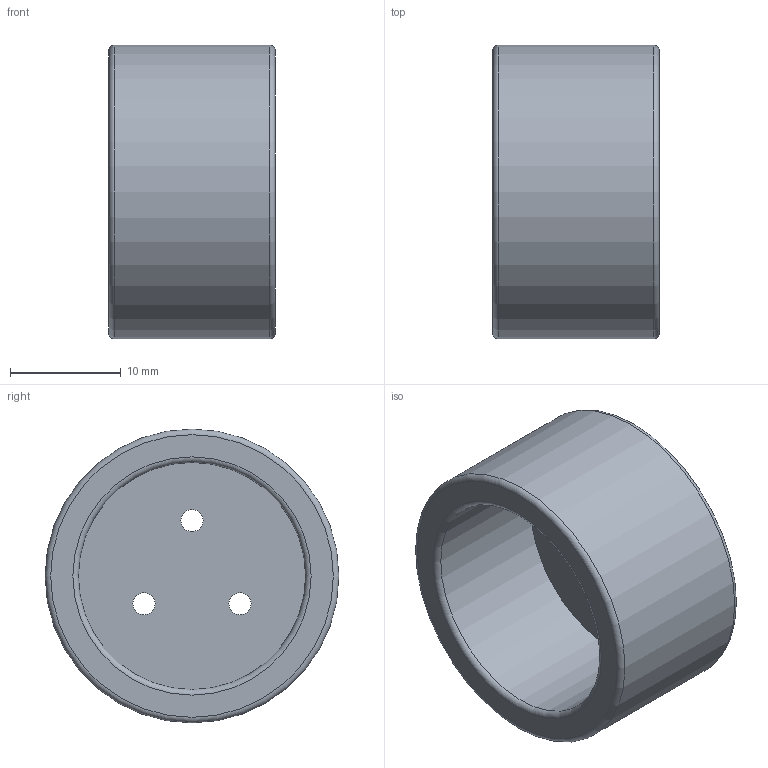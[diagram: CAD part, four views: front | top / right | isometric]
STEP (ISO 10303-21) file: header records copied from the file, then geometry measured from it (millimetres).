
FILE_DESCRIPTION(/* description */ (''),/* implementation_level */ '2;1');
FILE_NAME(/* name */ 'closer.step',/* time_stamp */ '2023-08-05T18:47:10+01:00',/* author */ (''),/* organization */ (''),/* preprocessor_version */ 'ST-DEVELOPER v20',/* originating_system */ 'Autodesk Translation Framework v12.9.0.99',/* authorisation */ '');
FILE_SCHEMA (('AUTOMOTIVE_DESIGN { 1 0 10303 214 3 1 1 }'));
Length unit declared in the file: millimetre
Products named in the file (1): closer
Bounding box: 15 x 26.5 x 26.5 mm (x, y, z)
Volume: 4271.8 mm3; surface area: 3112.7 mm2
Topology: 1 solids, 1 shells, 11 faces, 21 edges, 13 vertices
Faces by surface type: cylinder 5, torus 3, plane 3
Full cylindrical faces by diameter (mm): 2 x3, 20.5 x1, 26.5 x1
Entity records: 332 total; most frequent: DIRECTION 61, CARTESIAN_POINT 46, ORIENTED_EDGE 42, AXIS2_PLACEMENT_3D 28, EDGE_CURVE 21, EDGE_LOOP 18, CIRCLE 16, VERTEX_POINT 13
